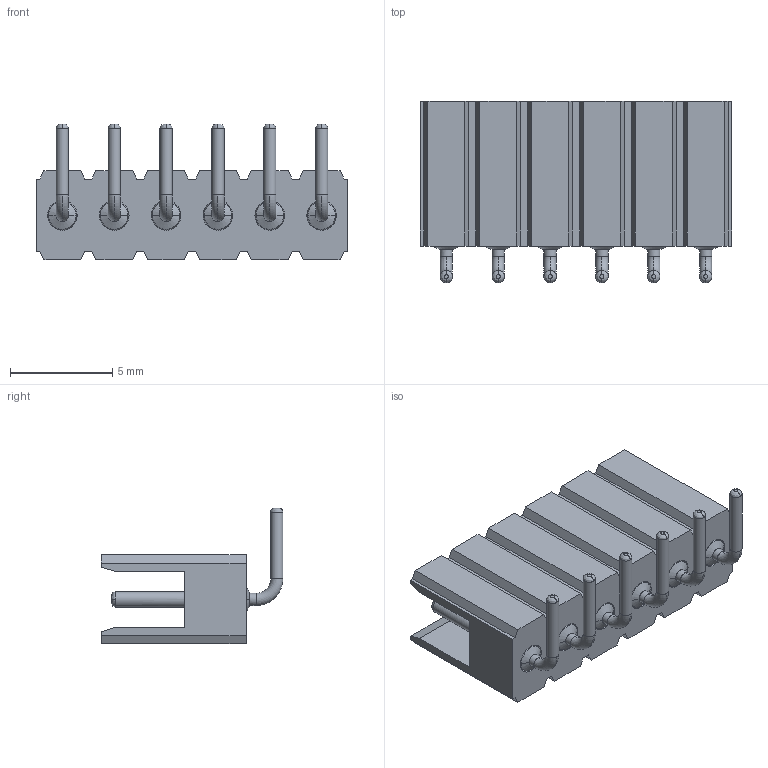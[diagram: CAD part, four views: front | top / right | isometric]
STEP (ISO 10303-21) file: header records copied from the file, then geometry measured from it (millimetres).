
FILE_DESCRIPTION( ('This file contains a STEP AP42 implementation' ,'as created by ZW3D STEP Interface translator.') ,'2;1' );
FILE_NAME( '3511-301XXRXX136X1.stp' ,'231012.144711', (''), ('ZWCAD Software Co.'), 'Version 1.0', 'ZW3D to STEP translator', '' );
FILE_SCHEMA(('AUTOMOTIVE_DESIGN { 1 0 10303 214 1 1 1 1 }'));
Length unit declared in the file: millimetre
Products named in the file (2): 0; 3511-30120rxx136x1
Bounding box: 15.24 x 8.9 x 6.65 mm (x, y, z)
Volume: 294.9 mm3; surface area: 796.5 mm2
Topology: 1 solids, 7 shells, 228 faces, 522 edges, 332 vertices
Faces by surface type: plane 96, cylinder 72, cone 24, bspline 24, torus 12
Full cylindrical faces by diameter (mm): 0.6 x12, 0.76 x6, 1.35 x12, 1.81 x6
Entity records: 12204 total; most frequent: CARTESIAN_POINT 7461, ORIENTED_EDGE 1044, DIRECTION 668, EDGE_CURVE 522, VERTEX_POINT 332, B_SPLINE_CURVE_WITH_KNOTS 306, EDGE_LOOP 264, AXIS2_PLACEMENT_3D 247
